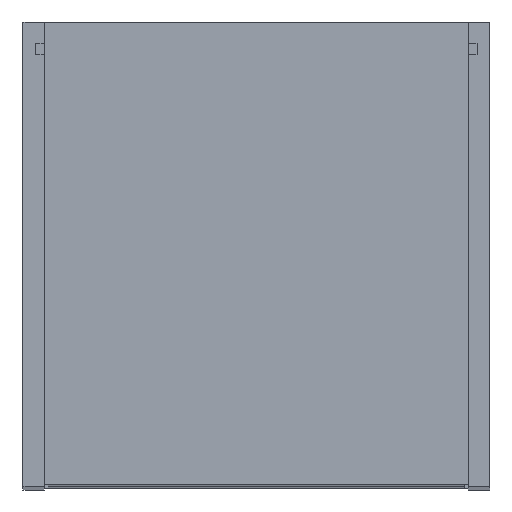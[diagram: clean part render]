
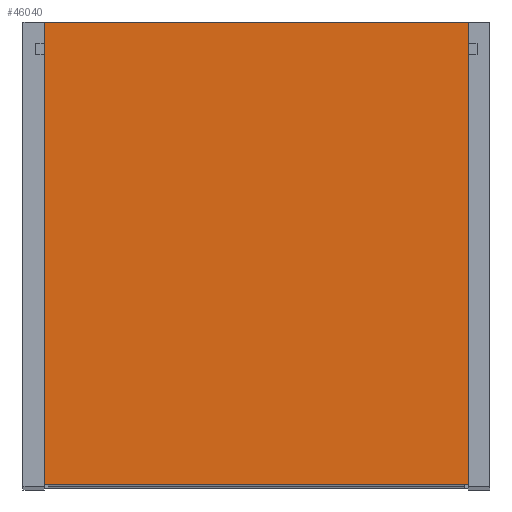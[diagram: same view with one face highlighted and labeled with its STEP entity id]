
A CAD part, top view. The second image highlights one B-rep face of the part: STEP entity #46040.
In plain terms, the highlighted planar face has unit normal (0, 0, 1).
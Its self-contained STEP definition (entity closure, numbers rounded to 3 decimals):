
#5686=FACE_OUTER_BOUND('',#8420,.T.);
#8420=EDGE_LOOP('',(#36435,#36436,#36437,#36438));
#11732=LINE('',#75007,#16089);
#11736=LINE('',#75015,#16093);
#11739=LINE('',#75021,#16096);
#11742=LINE('',#75026,#16099);
#16089=VECTOR('',#60744,1.);
#16093=VECTOR('',#60750,1.);
#16096=VECTOR('',#60755,1.);
#16099=VECTOR('',#60760,1.);
#20748=VERTEX_POINT('',#75005);
#20749=VERTEX_POINT('',#75006);
#20752=VERTEX_POINT('',#75014);
#20754=VERTEX_POINT('',#75020);
#26311=EDGE_CURVE('',#20748,#20749,#11732,.T.);
#26315=EDGE_CURVE('',#20752,#20748,#11736,.T.);
#26318=EDGE_CURVE('',#20754,#20752,#11739,.T.);
#26321=EDGE_CURVE('',#20749,#20754,#11742,.T.);
#36435=ORIENTED_EDGE('',*,*,#26321,.F.);
#36436=ORIENTED_EDGE('',*,*,#26311,.F.);
#36437=ORIENTED_EDGE('',*,*,#26315,.F.);
#36438=ORIENTED_EDGE('',*,*,#26318,.F.);
#43911=PLANE('',#51410);
#46040=ADVANCED_FACE('',(#5686),#43911,.F.);
#51410=AXIS2_PLACEMENT_3D('',#75029,#60764,#60765);
#60744=DIRECTION('',(1.,0.,0.));
#60750=DIRECTION('',(0.,1.,0.));
#60755=DIRECTION('',(-1.,0.,0.));
#60760=DIRECTION('',(0.,-1.,0.));
#60764=DIRECTION('center_axis',(0.,0.,-1.));
#60765=DIRECTION('ref_axis',(-1.,0.,0.));
#75005=CARTESIAN_POINT('',(16.,0.,1699.5));
#75006=CARTESIAN_POINT('',(334.,0.,1699.5));
#75007=CARTESIAN_POINT('',(16.,0.,1699.5));
#75014=CARTESIAN_POINT('',(16.,-347.,1699.5));
#75015=CARTESIAN_POINT('',(16.,-347.,1699.5));
#75020=CARTESIAN_POINT('',(334.,-347.,1699.5));
#75021=CARTESIAN_POINT('',(334.,-347.,1699.5));
#75026=CARTESIAN_POINT('',(334.,0.,1699.5));
#75029=CARTESIAN_POINT('Origin',(175.,-173.5,1699.5));
